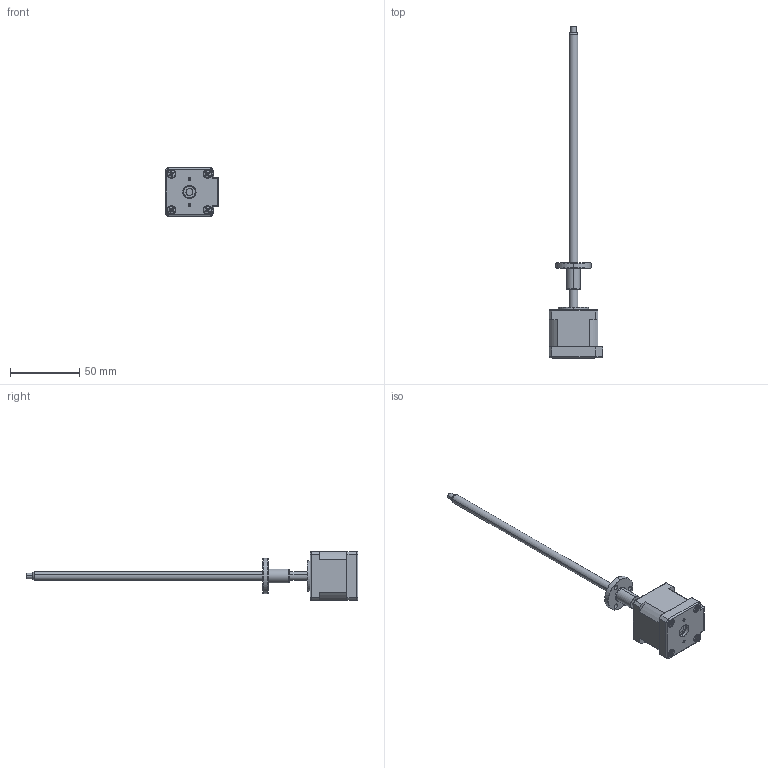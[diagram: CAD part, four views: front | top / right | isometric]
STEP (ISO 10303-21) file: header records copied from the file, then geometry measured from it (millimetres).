
FILE_DESCRIPTION (( 'STEP AP203' ), '1' );
FILE_NAME ('LE143S-E06063-200-AR1-S-150.STEP', '2018-08-10T07:40:06', ( '' ), ( '' ), 'SwSTEP 2.0', 'SolidWorks 2014', '' );
FILE_SCHEMA (( 'CONFIG_CONTROL_DESIGN' ));
Length unit declared in the file: millimetre
Products named in the file (1): LE143S-E06063-200-AR1-S-150
Bounding box: 38.7 x 239.6 x 35 mm (x, y, z)
Surface area: 14465.6 mm2 (no closed solid volume)
Topology: 0 solids, 15 shells, 255 faces, 787 edges, 535 vertices
Faces by surface type: cylinder 91, plane 84, cone 58, torus 14, sphere 8
Entity records: 9237 total; most frequent: CARTESIAN_POINT 2185, DIRECTION 1507, ORIENTED_EDGE 1309, EDGE_CURVE 783, AXIS2_PLACEMENT_3D 577, VERTEX_POINT 535, VECTOR 353, LINE 353
